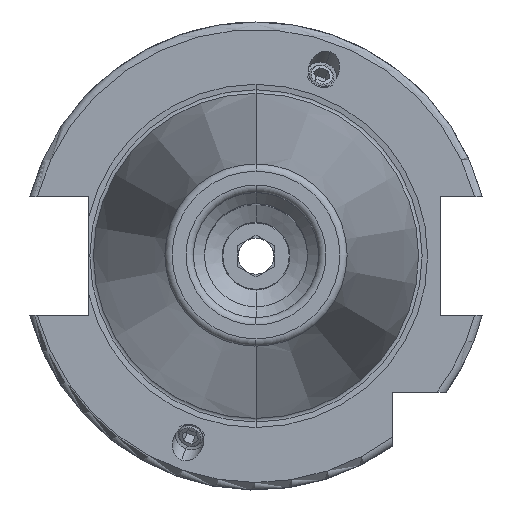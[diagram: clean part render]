
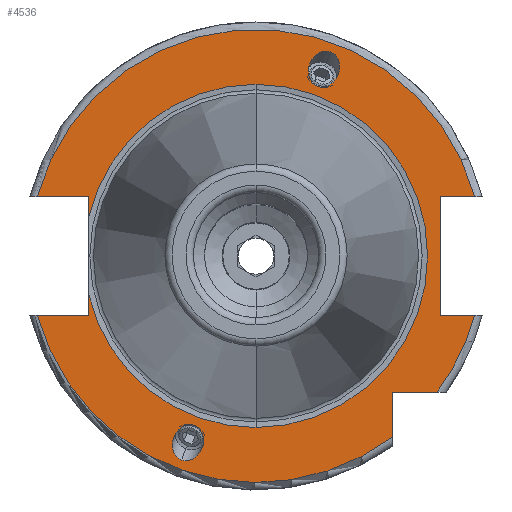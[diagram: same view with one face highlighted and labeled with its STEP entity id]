
A CAD part, top view. The second image highlights one B-rep face of the part: STEP entity #4536.
In plain terms, the highlighted planar face has unit normal (0, 0, 1).
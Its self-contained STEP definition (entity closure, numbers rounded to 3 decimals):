
#1219=CARTESIAN_POINT('',(0,0,18.1));
#1220=DIRECTION('',(0,0,1));
#1221=DIRECTION('',(0.965,0.262,0));
#1222=AXIS2_PLACEMENT_3D('',#1219,#1220,#1221);
#1270=CARTESIAN_POINT('',(0,0,18.1));
#1271=DIRECTION('',(0,0,1));
#1272=DIRECTION('',(-0.965,-0.262,0));
#1273=AXIS2_PLACEMENT_3D('',#1270,#1271,#1272);
#1286=DIRECTION('',(1,0,0));
#1287=VECTOR('',#1286,7.004);
#1288=CARTESIAN_POINT('',(-29.704,-8.05,18.1));
#1289=LINE('',#1288,#1287);
#1290=DIRECTION('',(0,1,0));
#1291=VECTOR('',#1290,2.753);
#1292=CARTESIAN_POINT('',(-22.7,-8.05,18.1));
#1293=LINE('',#1292,#1291);
#1294=DIRECTION('',(0,1,0));
#1295=VECTOR('',#1294,2.753);
#1296=CARTESIAN_POINT('',(-22.7,5.297,18.1));
#1297=LINE('',#1296,#1295);
#1298=DIRECTION('',(1,0,0));
#1299=VECTOR('',#1298,7.004);
#1300=CARTESIAN_POINT('',(-29.704,8.05,18.1));
#1301=LINE('',#1300,#1299);
#1302=DIRECTION('',(-1,0,0));
#1303=VECTOR('',#1302,4.704);
#1304=CARTESIAN_POINT('',(29.704,8.05,18.1));
#1305=LINE('',#1304,#1303);
#1306=DIRECTION('',(0,-1,0));
#1307=VECTOR('',#1306,16.1);
#1308=CARTESIAN_POINT('',(25,8.05,18.1));
#1309=LINE('',#1308,#1307);
#1310=DIRECTION('',(-1,0,0));
#1311=VECTOR('',#1310,4.704);
#1312=CARTESIAN_POINT('',(29.704,-8.05,18.1));
#1313=LINE('',#1312,#1311);
#1314=CARTESIAN_POINT('',(0,0,18.1));
#1315=DIRECTION('',(0,0,1));
#1316=DIRECTION('',(0.799,-0.601,0));
#1317=AXIS2_PLACEMENT_3D('',#1314,#1315,#1316);
#1319=DIRECTION('',(-1,0,0));
#1320=VECTOR('',#1319,6.094);
#1321=CARTESIAN_POINT('',(24.594,-18.5,18.1));
#1322=LINE('',#1321,#1320);
#1323=DIRECTION('',(0,1,0));
#1324=VECTOR('',#1323,6.094);
#1325=CARTESIAN_POINT('',(18.5,-24.594,18.1));
#1326=LINE('',#1325,#1324);
#1327=CARTESIAN_POINT('',(10.09,27.723,18.1));
#1328=CARTESIAN_POINT('',(9.863,27.806,18.1));
#1329=CARTESIAN_POINT('',(9.337,27.884,18.1));
#1330=CARTESIAN_POINT('',(8.455,27.594,18.1));
#1331=CARTESIAN_POINT('',(7.834,27.033,18.1));
#1332=CARTESIAN_POINT('',(7.483,26.49,18.1));
#1333=CARTESIAN_POINT('',(7.298,26.077,18.1));
#1334=CARTESIAN_POINT('',(7.174,25.641,18.1));
#1335=CARTESIAN_POINT('',(7.094,25.,18.1));
#1336=CARTESIAN_POINT('',(7.208,24.17,18.1));
#1337=CARTESIAN_POINT('',(7.698,23.381,18.1));
#1338=CARTESIAN_POINT('',(8.152,23.103,18.1));
#1339=CARTESIAN_POINT('',(8.379,23.02,18.1));
#1341=CARTESIAN_POINT('',(8.379,23.02,18.1));
#1342=CARTESIAN_POINT('',(8.606,22.937,18.1));
#1343=CARTESIAN_POINT('',(9.133,22.859,18.1));
#1344=CARTESIAN_POINT('',(10.014,23.149,18.1));
#1345=CARTESIAN_POINT('',(10.635,23.711,18.1));
#1346=CARTESIAN_POINT('',(10.986,24.253,18.1));
#1347=CARTESIAN_POINT('',(11.171,24.667,18.1));
#1348=CARTESIAN_POINT('',(11.295,25.103,18.1));
#1349=CARTESIAN_POINT('',(11.375,25.744,18.1));
#1350=CARTESIAN_POINT('',(11.261,26.573,18.1));
#1351=CARTESIAN_POINT('',(10.771,27.362,18.1));
#1352=CARTESIAN_POINT('',(10.318,27.641,18.1));
#1353=CARTESIAN_POINT('',(10.09,27.723,18.1));
#1355=CARTESIAN_POINT('',(-10.09,-27.723,18.1));
#1356=CARTESIAN_POINT('',(-10.318,-27.641,18.1));
#1357=CARTESIAN_POINT('',(-10.771,-27.362,18.1));
#1358=CARTESIAN_POINT('',(-11.261,-26.573,18.1));
#1359=CARTESIAN_POINT('',(-11.375,-25.744,18.1));
#1360=CARTESIAN_POINT('',(-11.295,-25.103,18.1));
#1361=CARTESIAN_POINT('',(-11.171,-24.667,18.1));
#1362=CARTESIAN_POINT('',(-10.986,-24.253,18.1));
#1363=CARTESIAN_POINT('',(-10.635,-23.711,18.1));
#1364=CARTESIAN_POINT('',(-10.014,-23.149,18.1));
#1365=CARTESIAN_POINT('',(-9.133,-22.859,18.1));
#1366=CARTESIAN_POINT('',(-8.606,-22.937,18.1));
#1367=CARTESIAN_POINT('',(-8.379,-23.02,18.1));
#1369=CARTESIAN_POINT('',(-8.379,-23.02,18.1));
#1370=CARTESIAN_POINT('',(-8.152,-23.103,18.1));
#1371=CARTESIAN_POINT('',(-7.698,-23.381,18.1));
#1372=CARTESIAN_POINT('',(-7.208,-24.17,18.1));
#1373=CARTESIAN_POINT('',(-7.094,-25.,18.1));
#1374=CARTESIAN_POINT('',(-7.174,-25.641,18.1));
#1375=CARTESIAN_POINT('',(-7.298,-26.077,18.1));
#1376=CARTESIAN_POINT('',(-7.483,-26.49,18.1));
#1377=CARTESIAN_POINT('',(-7.834,-27.033,18.1));
#1378=CARTESIAN_POINT('',(-8.455,-27.594,18.1));
#1379=CARTESIAN_POINT('',(-9.337,-27.884,18.1));
#1380=CARTESIAN_POINT('',(-9.863,-27.806,18.1));
#1381=CARTESIAN_POINT('',(-10.09,-27.723,18.1));
#1395=CARTESIAN_POINT('',(0,0,18.1));
#1396=DIRECTION('',(0,0,1));
#1397=DIRECTION('',(0,1,0));
#1398=AXIS2_PLACEMENT_3D('',#1395,#1396,#1397);
#1408=CARTESIAN_POINT('',(0,0,18.1));
#1409=DIRECTION('',(0,0,1));
#1410=DIRECTION('',(-0.974,-0.227,0));
#1411=AXIS2_PLACEMENT_3D('',#1408,#1409,#1410);
#1413=CARTESIAN_POINT('',(0,0,18.1));
#1414=DIRECTION('',(0,0,-1));
#1415=DIRECTION('',(0,1,0));
#1416=AXIS2_PLACEMENT_3D('',#1413,#1414,#1415);
#3020=CARTESIAN_POINT('',(-29.704,-8.05,18.1));
#3021=CARTESIAN_POINT('',(-22.7,-8.05,18.1));
#3022=VERTEX_POINT('',#3020);
#3023=VERTEX_POINT('',#3021);
#3024=CARTESIAN_POINT('',(-22.7,-5.297,18.1));
#3025=VERTEX_POINT('',#3024);
#3026=CARTESIAN_POINT('',(-22.7,5.297,18.1));
#3027=CARTESIAN_POINT('',(-22.7,8.05,18.1));
#3028=VERTEX_POINT('',#3026);
#3029=VERTEX_POINT('',#3027);
#3030=CARTESIAN_POINT('',(-29.704,8.05,18.1));
#3031=VERTEX_POINT('',#3030);
#3032=CARTESIAN_POINT('',(25,8.05,18.1));
#3033=CARTESIAN_POINT('',(25,-8.05,18.1));
#3034=VERTEX_POINT('',#3032);
#3035=VERTEX_POINT('',#3033);
#3036=CARTESIAN_POINT('',(29.704,-8.05,18.1));
#3037=VERTEX_POINT('',#3036);
#3038=CARTESIAN_POINT('',(29.704,8.05,18.1));
#3039=VERTEX_POINT('',#3038);
#3040=CARTESIAN_POINT('',(18.5,-24.594,18.1));
#3041=CARTESIAN_POINT('',(18.5,-18.5,18.1));
#3042=VERTEX_POINT('',#3040);
#3043=VERTEX_POINT('',#3041);
#3044=CARTESIAN_POINT('',(24.594,-18.5,18.1));
#3045=VERTEX_POINT('',#3044);
#3148=VERTEX_POINT('',#1327);
#3149=VERTEX_POINT('',#1339);
#3199=CARTESIAN_POINT('',(-10.09,-27.723,18.1));
#3201=VERTEX_POINT('',#3199);
#3206=CARTESIAN_POINT('',(-8.379,-23.02,18.1));
#3207=VERTEX_POINT('',#3206);
#3252=CARTESIAN_POINT('',(0,23.31,18.1));
#3253=VERTEX_POINT('',#3252);
#3254=CARTESIAN_POINT('',(0,-23.31,18.1));
#3255=VERTEX_POINT('',#3254);
#4496=CARTESIAN_POINT('',(0,0,18.1));
#4497=DIRECTION('',(0,0,-1));
#4498=DIRECTION('',(0,-1,0));
#4499=AXIS2_PLACEMENT_3D('',#4496,#4497,#4498);
#4500=PLANE('',#4499);
#4501=ORIENTED_EDGE('',*,*,#3478,.T.);
#4503=ORIENTED_EDGE('',*,*,#4502,.T.);
#4505=ORIENTED_EDGE('',*,*,#4504,.T.);
#4507=ORIENTED_EDGE('',*,*,#4506,.F.);
#4509=ORIENTED_EDGE('',*,*,#4508,.T.);
#4511=ORIENTED_EDGE('',*,*,#4510,.T.);
#4512=ORIENTED_EDGE('',*,*,#4439,.F.);
#4513=ORIENTED_EDGE('',*,*,#4475,.F.);
#4514=ORIENTED_EDGE('',*,*,#4401,.T.);
#4516=ORIENTED_EDGE('',*,*,#4515,.T.);
#4517=ORIENTED_EDGE('',*,*,#3643,.F.);
#4518=ORIENTED_EDGE('',*,*,#4465,.F.);
#4519=ORIENTED_EDGE('',*,*,#3741,.T.);
#4520=ORIENTED_EDGE('',*,*,#4311,.F.);
#4521=ORIENTED_EDGE('',*,*,#4490,.F.);
#4522=EDGE_LOOP('',(#4501,#4503,#4505,#4507,#4509,#4511,#4512,#4513,#4514,#4516,
#4517,#4518,#4519,#4520,#4521));
#4523=FACE_OUTER_BOUND('',#4522,.F.);
#4525=ORIENTED_EDGE('',*,*,#4524,.T.);
#4527=ORIENTED_EDGE('',*,*,#4526,.T.);
#4528=EDGE_LOOP('',(#4525,#4527));
#4529=FACE_BOUND('',#4528,.F.);
#4531=ORIENTED_EDGE('',*,*,#4530,.F.);
#4533=ORIENTED_EDGE('',*,*,#4532,.F.);
#4534=EDGE_LOOP('',(#4531,#4533));
#4535=FACE_BOUND('',#4534,.F.);
#4536=ADVANCED_FACE('',(#4523,#4529,#4535),#4500,.F.);
#1223=CIRCLE('',#1222,30.775);
#1274=CIRCLE('',#1273,30.775);
#1318=CIRCLE('',#1317,30.775);
#1340=B_SPLINE_CURVE_WITH_KNOTS('',3,(#1327,#1328,#1329,#1330,#1331,#1332,#1333,
#1334,#1335,#1336,#1337,#1338,#1339),.UNSPECIFIED.,.F.,.F.,(4,1,1,1,1,1,1,1,1,1,
4),(0,0.125,0.25,0.375,0.438,0.5,0.563,0.625,0.75,0.875,
1.0),.UNSPECIFIED.);
#1354=B_SPLINE_CURVE_WITH_KNOTS('',3,(#1341,#1342,#1343,#1344,#1345,#1346,#1347,
#1348,#1349,#1350,#1351,#1352,#1353),.UNSPECIFIED.,.F.,.F.,(4,1,1,1,1,1,1,1,1,1,
4),(0,0.125,0.25,0.375,0.438,0.5,0.563,0.625,0.75,0.875,
1.0),.UNSPECIFIED.);
#1368=B_SPLINE_CURVE_WITH_KNOTS('',3,(#1355,#1356,#1357,#1358,#1359,#1360,#1361,
#1362,#1363,#1364,#1365,#1366,#1367),.UNSPECIFIED.,.F.,.F.,(4,1,1,1,1,1,1,1,1,1,
4),(0,0.125,0.25,0.375,0.438,0.5,0.563,0.625,0.75,0.875,
1.0),.UNSPECIFIED.);
#1382=B_SPLINE_CURVE_WITH_KNOTS('',3,(#1369,#1370,#1371,#1372,#1373,#1374,#1375,
#1376,#1377,#1378,#1379,#1380,#1381),.UNSPECIFIED.,.F.,.F.,(4,1,1,1,1,1,1,1,1,1,
4),(0,0.125,0.25,0.375,0.438,0.5,0.563,0.625,0.75,0.875,
1.0),.UNSPECIFIED.);
#1399=CIRCLE('',#1398,23.31);
#1412=CIRCLE('',#1411,23.31);
#1417=CIRCLE('',#1416,23.31);
#3478=EDGE_CURVE('',#3022,#3023,#1289,.T.);
#3643=EDGE_CURVE('',#3037,#3035,#1313,.T.);
#3741=EDGE_CURVE('',#3045,#3043,#1322,.T.);
#4311=EDGE_CURVE('',#3042,#3043,#1326,.T.);
#4401=EDGE_CURVE('',#3039,#3034,#1305,.T.);
#4439=EDGE_CURVE('',#3031,#3029,#1301,.T.);
#4465=EDGE_CURVE('',#3045,#3037,#1318,.T.);
#4475=EDGE_CURVE('',#3039,#3031,#1223,.T.);
#4490=EDGE_CURVE('',#3022,#3042,#1274,.T.);
#4502=EDGE_CURVE('',#3023,#3025,#1293,.T.);
#4504=EDGE_CURVE('',#3025,#3255,#1412,.T.);
#4506=EDGE_CURVE('',#3253,#3255,#1417,.T.);
#4508=EDGE_CURVE('',#3253,#3028,#1399,.T.);
#4510=EDGE_CURVE('',#3028,#3029,#1297,.T.);
#4515=EDGE_CURVE('',#3034,#3035,#1309,.T.);
#4524=EDGE_CURVE('',#3148,#3149,#1340,.T.);
#4526=EDGE_CURVE('',#3149,#3148,#1354,.T.);
#4530=EDGE_CURVE('',#3201,#3207,#1368,.T.);
#4532=EDGE_CURVE('',#3207,#3201,#1382,.T.);
